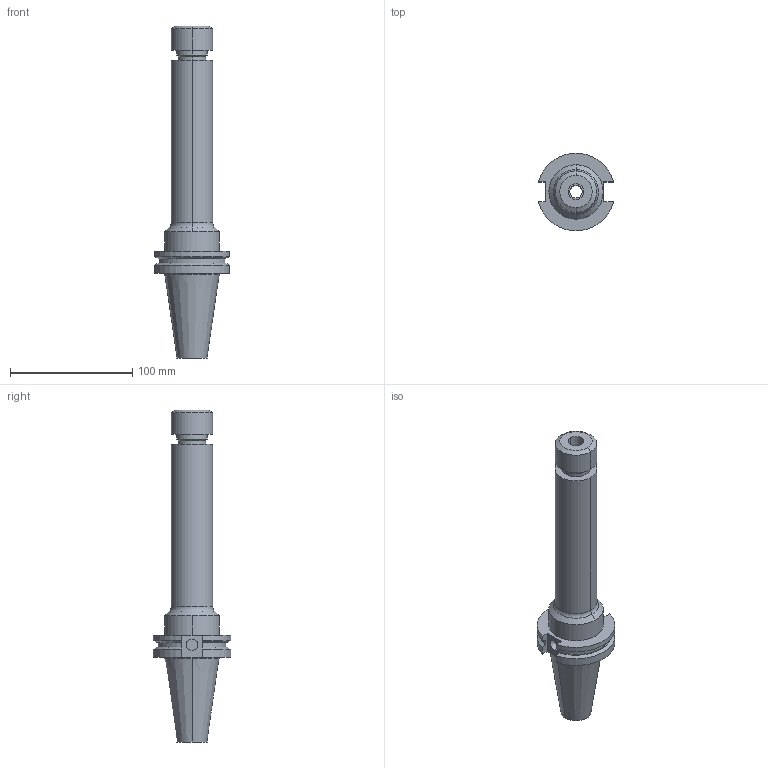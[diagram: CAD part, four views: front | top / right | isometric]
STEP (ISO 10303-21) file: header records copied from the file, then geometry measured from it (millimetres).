
FILE_DESCRIPTION (( 'STEP AP203' ), '1' );
FILE_NAME ('STP-SATE-46.122.20.800.STEP', '2021-05-12T06:16:32', ( '' ), ( '' ), 'SwSTEP 2.0', 'SolidWorks 2017', '' );
FILE_SCHEMA (( 'CONFIG_CONTROL_DESIGN' ));
Length unit declared in the file: millimetre
Products named in the file (1): STP-SATE-46.122.20.800
Bounding box: 61.35 x 63.26 x 271.45 mm (x, y, z)
Volume: 263415.5 mm3; surface area: 47069.4 mm2
Topology: 1 solids, 1 shells, 66 faces, 152 edges, 96 vertices
Faces by surface type: cylinder 30, plane 20, cone 14, torus 2
Entity records: 1971 total; most frequent: DIRECTION 352, CARTESIAN_POINT 339, ORIENTED_EDGE 304, EDGE_CURVE 152, AXIS2_PLACEMENT_3D 141, VERTEX_POINT 96, EDGE_LOOP 76, CIRCLE 74
